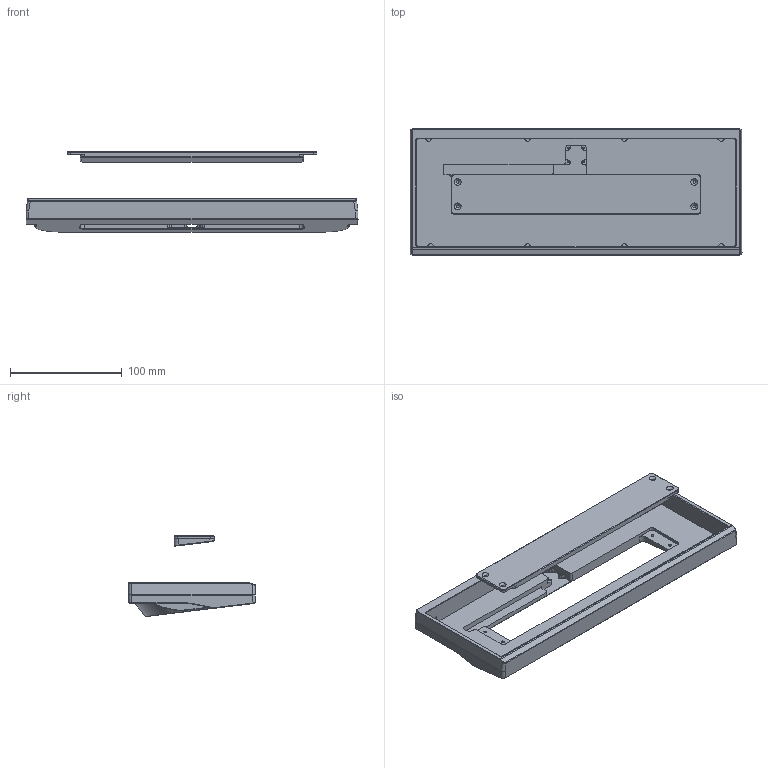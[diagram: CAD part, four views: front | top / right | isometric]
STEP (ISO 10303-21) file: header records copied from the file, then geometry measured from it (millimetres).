
FILE_DESCRIPTION(/* description */ (''),/* implementation_level */ '2;1');
FILE_NAME(/* name */ 'Believe.step',/* time_stamp */ '2023-04-18T15:04:07-04:00',/* author */ (''),/* organization */ (''),/* preprocessor_version */ 'ST-DEVELOPER v19.2',/* originating_system */ 'Autodesk Translation Framework v12.4.0.73',/* authorisation */ '');
FILE_SCHEMA (('AUTOMOTIVE_DESIGN { 1 0 10303 214 3 1 1 }'));
Length unit declared in the file: millimetre
Products named in the file (1): (Unsaved)
Bounding box: 297.7 x 113.2 x 72.62 mm (x, y, z)
Volume: 299685.3 mm3; surface area: 106493.9 mm2
Topology: 2 solids, 2 shells, 290 faces, 753 edges, 476 vertices
Faces by surface type: plane 120, cylinder 114, bspline 38, cone 18
Full cylindrical faces by diameter (mm): 1.623 x4, 2.529 x8
Entity records: 9869 total; most frequent: CARTESIAN_POINT 2701, ORIENTED_EDGE 1506, DIRECTION 1469, EDGE_CURVE 753, AXIS2_PLACEMENT_3D 507, VERTEX_POINT 476, LINE 455, VECTOR 455
